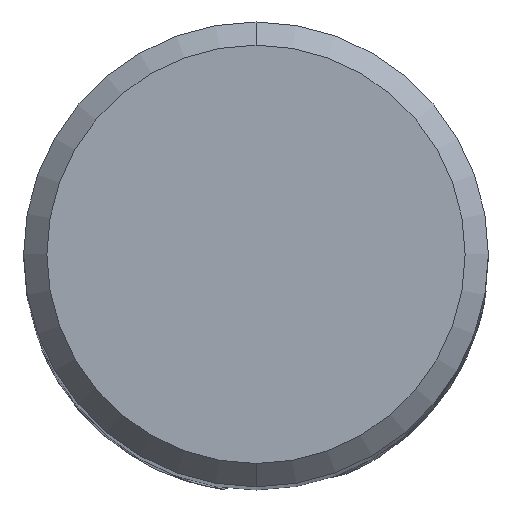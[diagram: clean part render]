
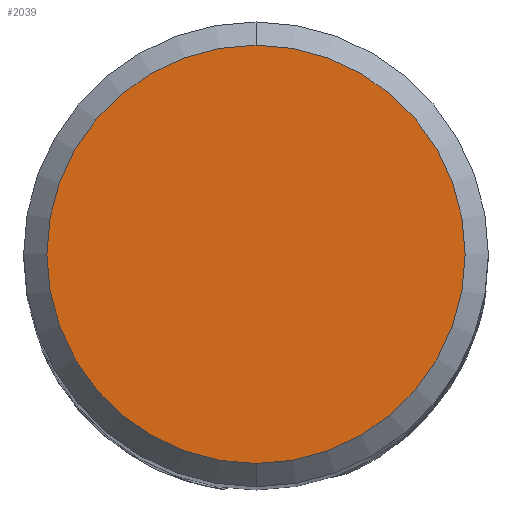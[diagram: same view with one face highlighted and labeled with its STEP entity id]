
A CAD part, top view. The second image highlights one B-rep face of the part: STEP entity #2039.
In plain terms, the highlighted planar face has unit normal (0, 0, 1).
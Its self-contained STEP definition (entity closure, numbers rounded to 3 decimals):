
#867=EDGE_CURVE('',#1521,#1817,#2257,.T.);
#1521=VERTEX_POINT('',#2966);
#1809=EDGE_CURVE('',#1817,#1521,#3278,.T.);
#1817=VERTEX_POINT('',#3288);
#2039=ADVANCED_FACE('',(#3533),#3534,.T.);
#2257=CIRCLE('',#4238,4.5);
#2966=CARTESIAN_POINT('',(0.0,4.5,0.0));
#3278=CIRCLE('',#10106,4.5);
#3288=CARTESIAN_POINT('',(0.,-4.5,0.0));
#3533=FACE_OUTER_BOUND('',#12044,.T.);
#3534=PLANE('',#12045);
#4238=AXIS2_PLACEMENT_3D('',#12470,#12471,#12472);
#10106=AXIS2_PLACEMENT_3D('',#13523,#13524,#13525);
#12044=EDGE_LOOP('',(#13823,#13824));
#12045=AXIS2_PLACEMENT_3D('',#13825,#13826,#13827);
#12470=CARTESIAN_POINT('',(0.0,0.0,0.0));
#12471=DIRECTION('',(0.0,0.0,-1.0));
#12472=DIRECTION('',(0.0,1.0,0.0));
#13523=CARTESIAN_POINT('',(0.0,0.0,0.0));
#13524=DIRECTION('',(0.0,0.0,-1.0));
#13525=DIRECTION('',(0.0,1.0,0.0));
#13823=ORIENTED_EDGE('',*,*,#867,.F.);
#13824=ORIENTED_EDGE('',*,*,#1809,.F.);
#13825=CARTESIAN_POINT('',(0.0,2.25,0.0));
#13826=DIRECTION('',(-0.0,0.0,1.0));
#13827=DIRECTION('',(0.0,-1.0,0.0));
